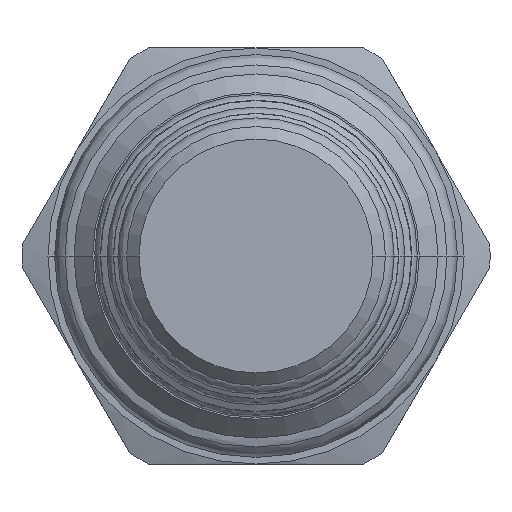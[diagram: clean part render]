
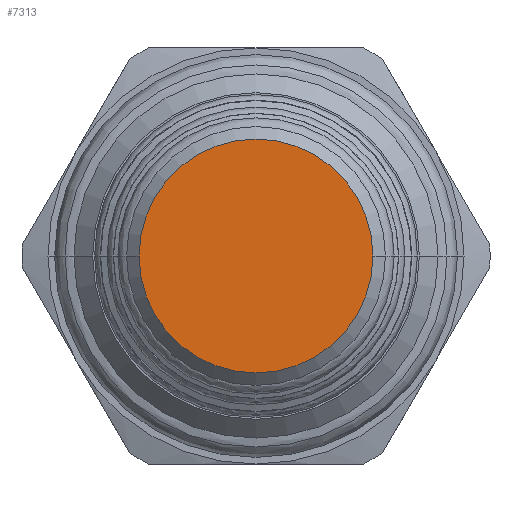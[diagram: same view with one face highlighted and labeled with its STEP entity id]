
A CAD part, front view. The second image highlights one B-rep face of the part: STEP entity #7313.
In plain terms, the highlighted planar face has unit normal (0, -1, 0).
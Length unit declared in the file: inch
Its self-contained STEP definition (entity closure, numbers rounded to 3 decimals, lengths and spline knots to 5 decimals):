
#2812=CARTESIAN_POINT('',(0.,-2.43774,0.));
#2813=DIRECTION('',(0.,1.,0.));
#2814=DIRECTION('',(1.,0.,0.));
#2815=AXIS2_PLACEMENT_3D('',#2812,#2813,#2814);
#2830=CARTESIAN_POINT('',(0.,-2.43774,0.));
#2831=DIRECTION('',(0.,1.,0.));
#2832=DIRECTION('',(-1.,0.,0.));
#2833=AXIS2_PLACEMENT_3D('',#2830,#2831,#2832);
#3023=CARTESIAN_POINT('',(-0.281,-2.43774,0.));
#3024=CARTESIAN_POINT('',(0.281,-2.43774,0.));
#3025=VERTEX_POINT('',#3023);
#3026=VERTEX_POINT('',#3024);
#7303=CARTESIAN_POINT('',(0.,-2.43774,0.));
#7304=DIRECTION('',(0.,1.,0.));
#7305=DIRECTION('',(1.,0.,0.));
#7306=AXIS2_PLACEMENT_3D('',#7303,#7304,#7305);
#7307=PLANE('',#7306);
#7308=ORIENTED_EDGE('',*,*,#7293,.T.);
#7310=ORIENTED_EDGE('',*,*,#7309,.T.);
#7311=EDGE_LOOP('',(#7308,#7310));
#7312=FACE_OUTER_BOUND('',#7311,.F.);
#7313=ADVANCED_FACE('',(#7312),#7307,.F.);
#2816=CIRCLE('',#2815,0.281);
#2834=CIRCLE('',#2833,0.281);
#7293=EDGE_CURVE('',#3026,#3025,#2816,.T.);
#7309=EDGE_CURVE('',#3025,#3026,#2834,.T.);
